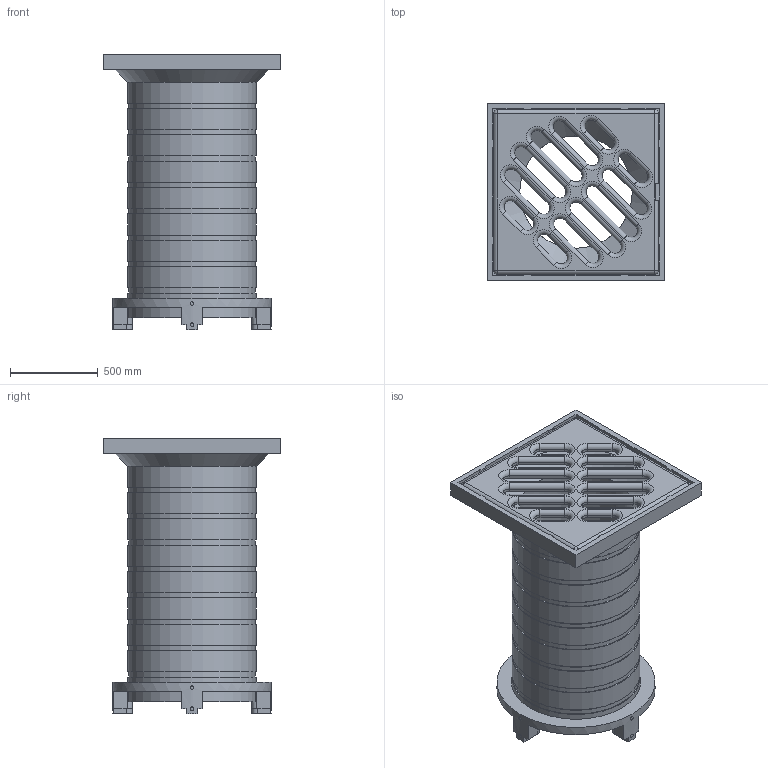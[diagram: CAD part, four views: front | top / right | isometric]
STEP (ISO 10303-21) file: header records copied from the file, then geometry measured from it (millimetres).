
FILE_DESCRIPTION(/* description */ (''),/* implementation_level */ '2;1');
FILE_NAME(/* name */ '15081.000X_3D.stp',/* time_stamp */ '2024-12-11T14:54:11+01:00',/* author */ ('CAD'),/* organization */ (''),/* preprocessor_version */ 'ST-DEVELOPER v20',/* originating_system */ 'AutoCAD Mechanical',/* authorisation */ '');
FILE_SCHEMA (('AUTOMOTIVE_DESIGN { 1 0 10303 214 3 1 1 }'));
Length unit declared in the file: centimetre
Products named in the file (2): Product; *S0
Assembly tree (1 placements, depth 2):
  Product
    *S0
Bounding box: 1010 x 1010 x 1570 mm (x, y, z)
Volume: 150204430.6 mm3; surface area: 11146519.2 mm2
Topology: 3 solids, 3 shells, 379 faces, 884 edges, 550 vertices
Faces by surface type: cylinder 159, plane 153, torus 48, sphere 16, cone 3
Full cylindrical faces by diameter (mm): 35 x2, 85 x2, 720 x8, 730 x9, 736 x1, 900 x1
Entity records: 11305 total; most frequent: CARTESIAN_POINT 2212, DIRECTION 2050, ORIENTED_EDGE 1768, EDGE_CURVE 884, AXIS2_PLACEMENT_3D 796, VERTEX_POINT 550, LINE 458, VECTOR 458
